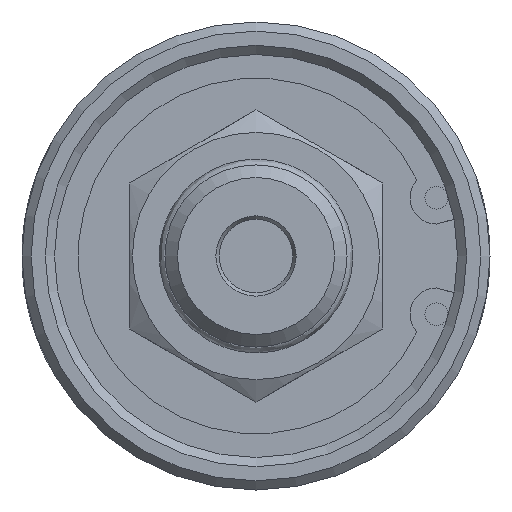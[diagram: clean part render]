
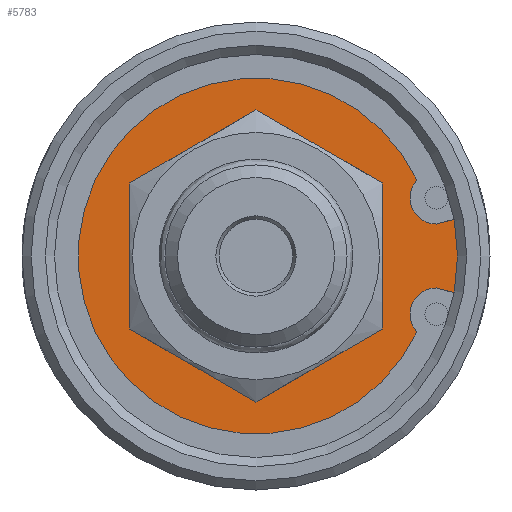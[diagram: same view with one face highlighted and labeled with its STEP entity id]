
A CAD part, left-side view. The second image highlights one B-rep face of the part: STEP entity #5783.
In plain terms, the highlighted planar face has unit normal (-1, 0, 0).
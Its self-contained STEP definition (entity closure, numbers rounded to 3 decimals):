
#81=FACE_BOUND('',#2001,.T.);
#534=LINE('',#45531,#862);
#540=LINE('',#45560,#868);
#862=VECTOR('',#7213,2.849);
#868=VECTOR('',#7239,2.849);
#1185=CIRCLE('',#6172,2.286);
#1192=CIRCLE('',#6183,2.286);
#1193=CIRCLE('',#6185,15.47);
#1194=CIRCLE('',#6187,18.77);
#1197=CIRCLE('',#6192,8.95);
#1198=CIRCLE('',#6193,8.95);
#1335=PLANE('',#6191);
#1638=FACE_OUTER_BOUND('',#2000,.T.);
#2000=EDGE_LOOP('',(#5240,#5241,#5242,#5243,#5244,#5245));
#2001=EDGE_LOOP('',(#5246,#5247));
#2803=VERTEX_POINT('',#45528);
#2804=VERTEX_POINT('',#45530);
#2807=VERTEX_POINT('',#45540);
#2813=VERTEX_POINT('',#45557);
#2814=VERTEX_POINT('',#45559);
#2817=VERTEX_POINT('',#45570);
#2819=VERTEX_POINT('',#45582);
#2820=VERTEX_POINT('',#45583);
#3622=EDGE_CURVE('',#2804,#2803,#534,.T.);
#3627=EDGE_CURVE('',#2803,#2807,#1185,.T.);
#3635=EDGE_CURVE('',#2814,#2813,#540,.T.);
#3641=EDGE_CURVE('',#2817,#2814,#1192,.T.);
#3643=EDGE_CURVE('',#2807,#2817,#1193,.T.);
#3644=EDGE_CURVE('',#2813,#2804,#1194,.T.);
#3647=EDGE_CURVE('',#2819,#2820,#1197,.T.);
#3648=EDGE_CURVE('',#2820,#2819,#1198,.T.);
#5240=ORIENTED_EDGE('',*,*,#3622,.T.);
#5241=ORIENTED_EDGE('',*,*,#3627,.T.);
#5242=ORIENTED_EDGE('',*,*,#3643,.T.);
#5243=ORIENTED_EDGE('',*,*,#3641,.T.);
#5244=ORIENTED_EDGE('',*,*,#3635,.T.);
#5245=ORIENTED_EDGE('',*,*,#3644,.T.);
#5246=ORIENTED_EDGE('',*,*,#3647,.T.);
#5247=ORIENTED_EDGE('',*,*,#3648,.T.);
#5783=ADVANCED_FACE('',(#1638,#81),#1335,.F.);
#6172=AXIS2_PLACEMENT_3D('',#45541,#7224,#7225);
#6183=AXIS2_PLACEMENT_3D('',#45571,#7252,#7253);
#6185=AXIS2_PLACEMENT_3D('',#45574,#7257,#7258);
#6187=AXIS2_PLACEMENT_3D('',#45576,#7261,#7262);
#6191=AXIS2_PLACEMENT_3D('',#45581,#7269,#7270);
#6192=AXIS2_PLACEMENT_3D('',#45584,#7271,#7272);
#6193=AXIS2_PLACEMENT_3D('',#45585,#7273,#7274);
#7213=DIRECTION('',(0.,0.966,-0.259));
#7224=DIRECTION('center_axis',(1.,0.,0.));
#7225=DIRECTION('ref_axis',(0.,0.209,-0.978));
#7239=DIRECTION('',(0.,-0.966,-0.259));
#7252=DIRECTION('center_axis',(1.,0.,0.));
#7253=DIRECTION('ref_axis',(0.,0.209,0.978));
#7257=DIRECTION('center_axis',(-1.,0.,0.));
#7258=DIRECTION('ref_axis',(0.,0.,-1.));
#7261=DIRECTION('center_axis',(-1.,0.,0.));
#7262=DIRECTION('ref_axis',(0.,1.,0.));
#7269=DIRECTION('center_axis',(1.,0.,0.));
#7270=DIRECTION('ref_axis',(0.,0.,-1.));
#7271=DIRECTION('center_axis',(1.,0.,0.));
#7272=DIRECTION('ref_axis',(0.,1.,0.));
#7273=DIRECTION('center_axis',(1.,0.,0.));
#7274=DIRECTION('ref_axis',(0.,1.,0.));
#45528=CARTESIAN_POINT('',(4.315,-15.686,2.781));
#45530=CARTESIAN_POINT('',(4.315,-18.437,3.519));
#45531=CARTESIAN_POINT('',(4.315,-18.437,3.519));
#45540=CARTESIAN_POINT('',(4.315,-13.991,6.601));
#45541=CARTESIAN_POINT('Origin',(4.315,-15.686,5.067));
#45557=CARTESIAN_POINT('',(4.315,-18.437,-3.519));
#45559=CARTESIAN_POINT('',(4.315,-15.686,-2.781));
#45560=CARTESIAN_POINT('',(4.315,-15.686,-2.781));
#45570=CARTESIAN_POINT('',(4.315,-13.991,-6.601));
#45571=CARTESIAN_POINT('Origin',(4.315,-15.686,-5.067));
#45574=CARTESIAN_POINT('Origin',(4.315,0.,0.));
#45576=CARTESIAN_POINT('Origin',(4.315,0.,0.));
#45581=CARTESIAN_POINT('Origin',(4.315,8.763,0.));
#45582=CARTESIAN_POINT('',(4.315,8.95,0.));
#45583=CARTESIAN_POINT('',(4.315,-8.95,0.));
#45584=CARTESIAN_POINT('Origin',(4.315,0.,0.));
#45585=CARTESIAN_POINT('Origin',(4.315,0.,0.));
